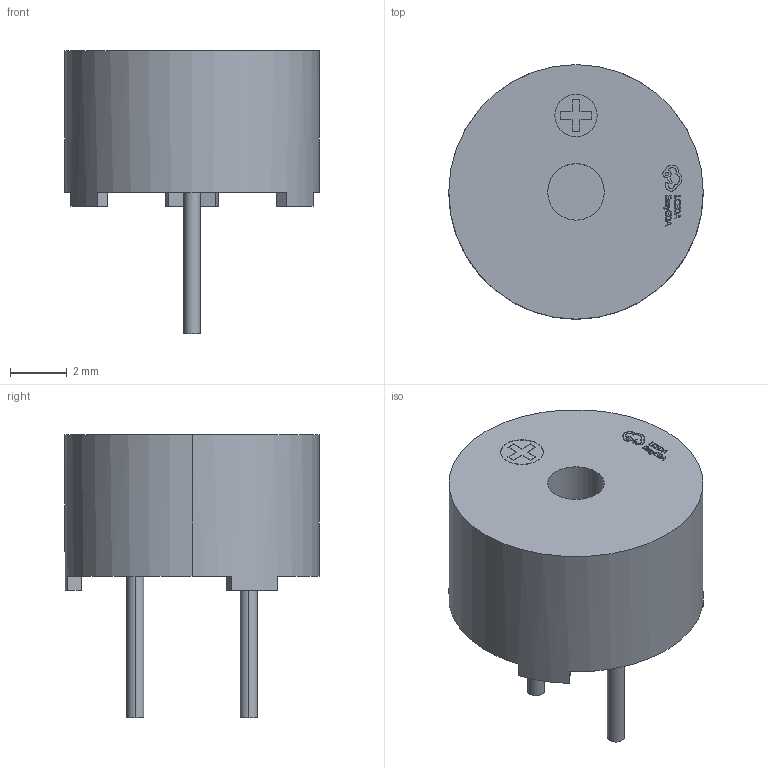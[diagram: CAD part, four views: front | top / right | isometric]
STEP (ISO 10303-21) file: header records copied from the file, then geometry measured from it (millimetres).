
FILE_DESCRIPTION (( 'STEP AP214' ), '1' );
FILE_NAME ('BUZ-TH_D9.0-H5.5-P4.0.step', '2024-02-17T02:19:58', ( '' ), ( '' ), 'SwSTEP 2.0', 'SolidWorks 2020', '' );
FILE_SCHEMA (( 'AUTOMOTIVE_DESIGN' ));
Length unit declared in the file: millimetre
Products named in the file (1): BUZ-TH_D9.0-H5.5-P4.0
Bounding box: 9 x 9 x 10.01 mm (x, y, z)
Volume: 271.6 mm3; surface area: 413.2 mm2
Topology: 1 solids, 1 shells, 268 faces, 723 edges, 482 vertices
Faces by surface type: plane 155, bspline 98, cylinder 15
Entity records: 11857 total; most frequent: CARTESIAN_POINT 2780, ORIENTED_EDGE 1446, DIRECTION 901, EDGE_CURVE 723, LINE 487, VECTOR 487, VERTEX_POINT 482, EDGE_LOOP 293
